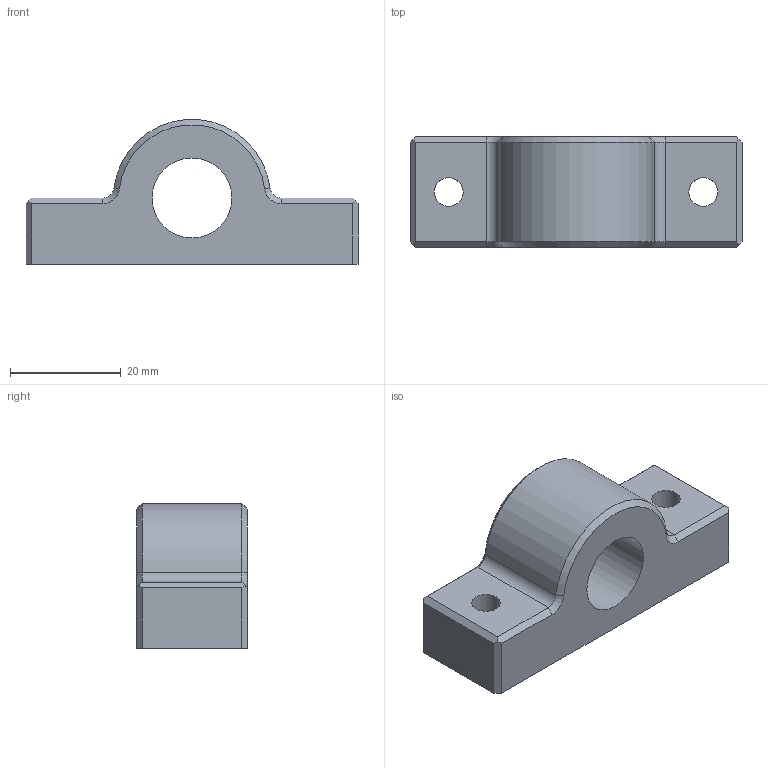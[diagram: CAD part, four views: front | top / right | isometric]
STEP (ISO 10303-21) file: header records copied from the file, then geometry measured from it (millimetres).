
FILE_DESCRIPTION(/* description */ (''),/* implementation_level */ '2;1');
FILE_NAME(/* name */ 'palier_a_chapeau.step',/* time_stamp */ '2025-12-17T17:13:45+01:00',/* author */ (''),/* organization */ (''),/* preprocessor_version */ 'ST-DEVELOPER v20.1',/* originating_system */ 'Autodesk Translation Framework v14.21.0.0',/* authorisation */ '');
FILE_SCHEMA (('AUTOMOTIVE_DESIGN { 1 0 10303 214 3 1 1 }'));
Length unit declared in the file: millimetre
Products named in the file (1): 2025-10-11-15-19-28-801
Bounding box: 60 x 20 x 26.17 mm (x, y, z)
Volume: 16879.9 mm3; surface area: 5998.9 mm2
Topology: 1 solids, 1 shells, 29 faces, 73 edges, 46 vertices
Faces by surface type: plane 17, cone 6, cylinder 6
Full cylindrical faces by diameter (mm): 5.2 x2, 14.45 x1
Entity records: 906 total; most frequent: DIRECTION 151, CARTESIAN_POINT 149, ORIENTED_EDGE 146, EDGE_CURVE 73, LINE 55, VECTOR 55, AXIS2_PLACEMENT_3D 48, VERTEX_POINT 46
